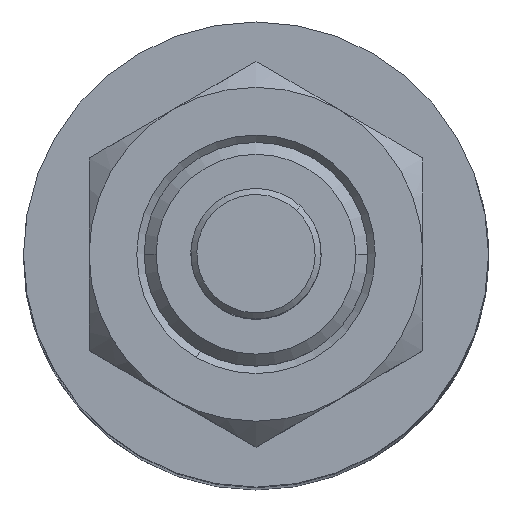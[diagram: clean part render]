
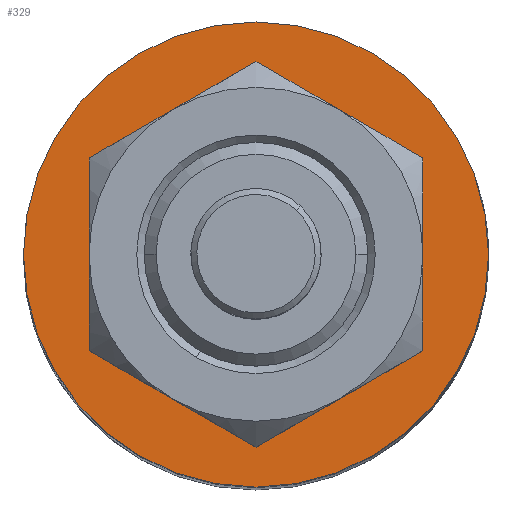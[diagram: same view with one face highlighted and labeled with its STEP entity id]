
A CAD part, top view. The second image highlights one B-rep face of the part: STEP entity #329.
In plain terms, the highlighted planar face has unit normal (0, 0, 1).
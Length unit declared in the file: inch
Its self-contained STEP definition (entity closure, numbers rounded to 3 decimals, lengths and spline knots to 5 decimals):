
#88 = CARTESIAN_POINT ( 'NONE',  ( 0., 0., -0.88 ) ) ;
#121 = DIRECTION ( 'NONE',  ( 0., 0., 1. ) ) ;
#182 = CARTESIAN_POINT ( 'NONE',  ( 0., 0., -0.88 ) ) ;
#198 = CARTESIAN_POINT ( 'NONE',  ( 0.78, 0., -0.88 ) ) ;
#259 = ORIENTED_EDGE ( 'NONE', *, *, #720, .F. ) ;
#329 = ADVANCED_FACE ( 'NONE', ( #3001, #2435 ), #976, .F. ) ;
#330 = VERTEX_POINT ( 'NONE', #1462 ) ;
#420 = DIRECTION ( 'NONE',  ( 1., 0., 0. ) ) ;
#421 = EDGE_LOOP ( 'NONE', ( #259, #1651 ) ) ;
#457 = CARTESIAN_POINT ( 'NONE',  ( 0., 0.78, -0.88 ) ) ;
#564 = CARTESIAN_POINT ( 'NONE',  ( 0.373, 0., -0.88 ) ) ;
#590 = CARTESIAN_POINT ( 'NONE',  ( -0.78, 0., -0.88 ) ) ;
#627 = DIRECTION ( 'NONE',  ( 0., 0., 1. ) ) ;
#703 = CARTESIAN_POINT ( 'NONE',  ( 0., 0., -0.88 ) ) ;
#720 = EDGE_CURVE ( 'NONE', #2251, #330, #1198, .T. ) ;
#964 = DIRECTION ( 'NONE',  ( 1., 0., 0. ) ) ;
#976 = PLANE ( 'NONE',  #2891 ) ;
#1198 = CIRCLE ( 'NONE', #1761, 0.373 ) ;
#1227 = DIRECTION ( 'NONE',  ( -1., 0., 0. ) ) ;
#1248 = EDGE_CURVE ( 'NONE', #2449, #3185, #2725, .T. ) ;
#1413 = ORIENTED_EDGE ( 'NONE', *, *, #2844, .T. ) ;
#1462 = CARTESIAN_POINT ( 'NONE',  ( -0.373, 0., -0.88 ) ) ;
#1651 = ORIENTED_EDGE ( 'NONE', *, *, #2282, .F. ) ;
#1711 = CIRCLE ( 'NONE', #2056, 0.78 ) ;
#1761 = AXIS2_PLACEMENT_3D ( 'NONE', #703, #2441, #964 ) ;
#1865 = DIRECTION ( 'NONE',  ( 1., 0., 0. ) ) ;
#1889 = CIRCLE ( 'NONE', #3068, 0.373 ) ;
#1920 = DIRECTION ( 'NONE',  ( 0., 0., 1. ) ) ;
#2056 = AXIS2_PLACEMENT_3D ( 'NONE', #2114, #627, #2367 ) ;
#2114 = CARTESIAN_POINT ( 'NONE',  ( 0., 0., -0.88 ) ) ;
#2251 = VERTEX_POINT ( 'NONE', #564 ) ;
#2282 = EDGE_CURVE ( 'NONE', #330, #2251, #1889, .T. ) ;
#2314 = AXIS2_PLACEMENT_3D ( 'NONE', #182, #1920, #420 ) ;
#2367 = DIRECTION ( 'NONE',  ( 1., 0., 0. ) ) ;
#2435 = FACE_BOUND ( 'NONE', #421, .T. ) ;
#2441 = DIRECTION ( 'NONE',  ( 0., 0., 1. ) ) ;
#2449 = VERTEX_POINT ( 'NONE', #198 ) ;
#2698 = DIRECTION ( 'NONE',  ( 0., 0., -1. ) ) ;
#2725 = CIRCLE ( 'NONE', #2314, 0.78 ) ;
#2844 = EDGE_CURVE ( 'NONE', #3185, #2449, #1711, .T. ) ;
#2891 = AXIS2_PLACEMENT_3D ( 'NONE', #457, #2698, #1227 ) ;
#3001 = FACE_OUTER_BOUND ( 'NONE', #3048, .T. ) ;
#3048 = EDGE_LOOP ( 'NONE', ( #3125, #1413 ) ) ;
#3068 = AXIS2_PLACEMENT_3D ( 'NONE', #88, #121, #1865 ) ;
#3125 = ORIENTED_EDGE ( 'NONE', *, *, #1248, .T. ) ;
#3185 = VERTEX_POINT ( 'NONE', #590 ) ;
